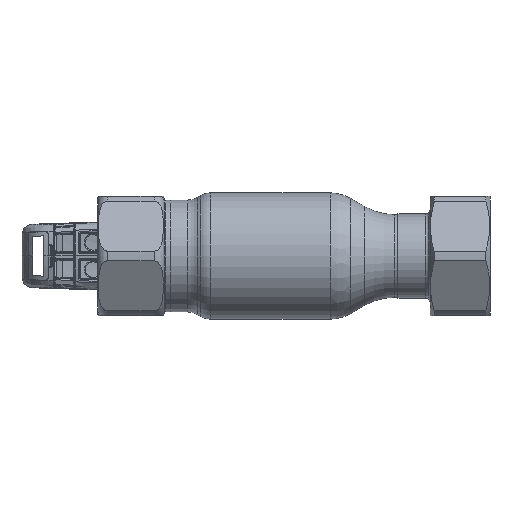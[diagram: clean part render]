
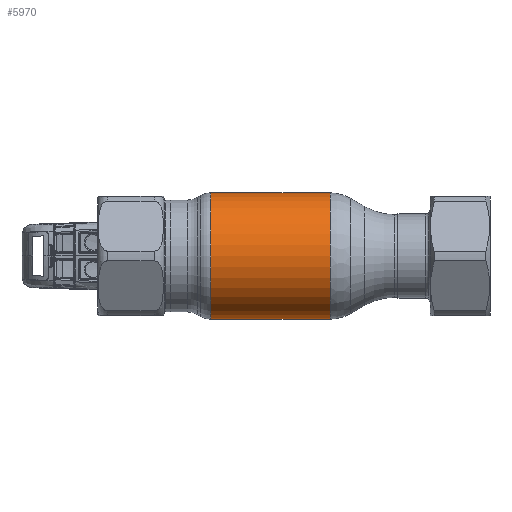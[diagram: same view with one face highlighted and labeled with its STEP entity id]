
A CAD part, front view. The second image highlights one B-rep face of the part: STEP entity #5970.
In plain terms, the highlighted cylindrical face has radius 19 mm (diameter 38 mm), a partial arc.
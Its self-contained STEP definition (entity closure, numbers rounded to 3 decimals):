
#4802 = AXIS2_PLACEMENT_3D ( 'NONE', #43042, #48822, #26222 ) ;
#5970 = ADVANCED_FACE ( 'NONE', ( #34173 ), #41041, .T. ) ;
#8140 = EDGE_CURVE ( 'NONE', #65953, #57362, #20137, .T. ) ;
#8239 = EDGE_CURVE ( 'NONE', #57362, #65665, #16636, .T. ) ;
#10395 = DIRECTION ( 'NONE',  ( 0., 0., -1. ) ) ;
#13408 = CARTESIAN_POINT ( 'NONE',  ( 18.035, 0., 19. ) ) ;
#15545 = ORIENTED_EDGE ( 'NONE', *, *, #8140, .F. ) ;
#15858 = ORIENTED_EDGE ( 'NONE', *, *, #41635, .T. ) ;
#16157 = CARTESIAN_POINT ( 'NONE',  ( 18.035, 0., 0. ) ) ;
#16636 = CIRCLE ( 'NONE', #52464, 19. ) ;
#18672 = EDGE_LOOP ( 'NONE', ( #15545, #15858, #63238, #28687 ) ) ;
#20137 = LINE ( 'NONE', #25857, #70026 ) ;
#25857 = CARTESIAN_POINT ( 'NONE',  ( 62.69, 0., 19. ) ) ;
#26222 = DIRECTION ( 'NONE',  ( 0., 0., -1. ) ) ;
#28687 = ORIENTED_EDGE ( 'NONE', *, *, #8239, .F. ) ;
#30194 = CARTESIAN_POINT ( 'NONE',  ( 62.69, 0., -19. ) ) ;
#34173 = FACE_OUTER_BOUND ( 'NONE', #18672, .T. ) ;
#41041 = CYLINDRICAL_SURFACE ( 'NONE', #4802, 19. ) ;
#41635 = EDGE_CURVE ( 'NONE', #65953, #70506, #53074, .T. ) ;
#43042 = CARTESIAN_POINT ( 'NONE',  ( 62.69, 0., 0. ) ) ;
#43401 = DIRECTION ( 'NONE',  ( 1., 0., 0. ) ) ;
#45830 = AXIS2_PLACEMENT_3D ( 'NONE', #49890, #50370, #60475 ) ;
#46212 = VECTOR ( 'NONE', #68641, 1000. ) ;
#48822 = DIRECTION ( 'NONE',  ( 1., 0., 0. ) ) ;
#49148 = CARTESIAN_POINT ( 'NONE',  ( -18.035, 0., -19. ) ) ;
#49890 = CARTESIAN_POINT ( 'NONE',  ( -18.035, 0., 0. ) ) ;
#50370 = DIRECTION ( 'NONE',  ( 1., 0., 0. ) ) ;
#52464 = AXIS2_PLACEMENT_3D ( 'NONE', #16157, #43401, #10395 ) ;
#53074 = CIRCLE ( 'NONE', #45830, 19. ) ;
#53104 = LINE ( 'NONE', #30194, #46212 ) ;
#57077 = CARTESIAN_POINT ( 'NONE',  ( -18.035, 0., 19. ) ) ;
#57362 = VERTEX_POINT ( 'NONE', #13408 ) ;
#60475 = DIRECTION ( 'NONE',  ( 0., 0., -1. ) ) ;
#63238 = ORIENTED_EDGE ( 'NONE', *, *, #69662, .T. ) ;
#64319 = DIRECTION ( 'NONE',  ( 1., 0., 0. ) ) ;
#65042 = CARTESIAN_POINT ( 'NONE',  ( 18.035, 0., -19. ) ) ;
#65665 = VERTEX_POINT ( 'NONE', #65042 ) ;
#65953 = VERTEX_POINT ( 'NONE', #57077 ) ;
#68641 = DIRECTION ( 'NONE',  ( 1., 0., 0. ) ) ;
#69662 = EDGE_CURVE ( 'NONE', #70506, #65665, #53104, .T. ) ;
#70026 = VECTOR ( 'NONE', #64319, 1000. ) ;
#70506 = VERTEX_POINT ( 'NONE', #49148 ) ;
